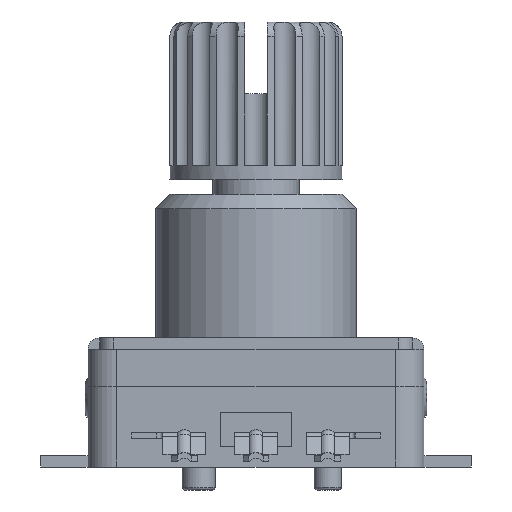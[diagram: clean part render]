
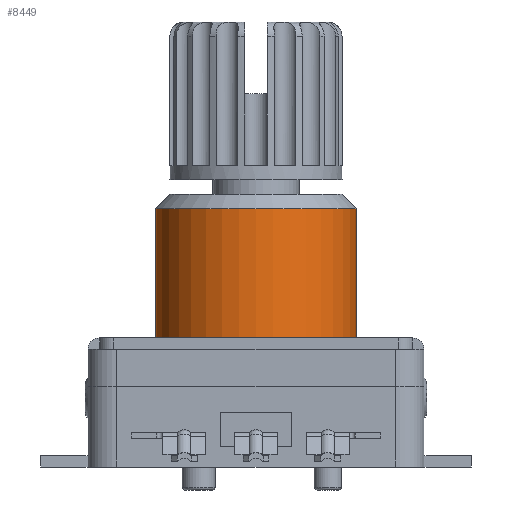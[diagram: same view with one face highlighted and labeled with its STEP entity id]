
A CAD part, front view. The second image highlights one B-rep face of the part: STEP entity #8449.
In plain terms, the highlighted cylindrical face has radius 3.5 mm (diameter 7 mm), a full revolution.
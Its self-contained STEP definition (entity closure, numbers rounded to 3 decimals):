
#484=FACE_OUTER_BOUND('',#999,.T.);
#999=EDGE_LOOP('',(#5856,#5857,#5858,#5859));
#1552=LINE('',#12571,#2437);
#2437=VECTOR('',#9984,3.5);
#3275=CIRCLE('',#9006,3.5);
#3276=CIRCLE('',#9022,3.5);
#3676=VERTEX_POINT('',#12538);
#3677=VERTEX_POINT('',#12567);
#4479=EDGE_CURVE('',#3676,#3676,#3275,.T.);
#4492=EDGE_CURVE('',#3677,#3677,#3276,.T.);
#4494=EDGE_CURVE('',#3676,#3677,#1552,.T.);
#5856=ORIENTED_EDGE('',*,*,#4479,.F.);
#5857=ORIENTED_EDGE('',*,*,#4494,.T.);
#5858=ORIENTED_EDGE('',*,*,#4492,.T.);
#5859=ORIENTED_EDGE('',*,*,#4494,.F.);
#8277=CYLINDRICAL_SURFACE('',#9023,3.5);
#8449=ADVANCED_FACE('',(#484),#8277,.T.);
#9006=AXIS2_PLACEMENT_3D('',#12539,#9935,#9936);
#9022=AXIS2_PLACEMENT_3D('',#12568,#9979,#9980);
#9023=AXIS2_PLACEMENT_3D('',#12570,#9982,#9983);
#9935=DIRECTION('center_axis',(0.,0.,
-1.));
#9936=DIRECTION('ref_axis',(0.,1.,0.));
#9979=DIRECTION('center_axis',(0.,0.,
-1.));
#9980=DIRECTION('ref_axis',(0.,1.,0.));
#9982=DIRECTION('center_axis',(0.,0.,
-1.));
#9983=DIRECTION('ref_axis',(0.,1.,0.));
#9984=DIRECTION('',(0.,0.,1.));
#12538=CARTESIAN_POINT('',(0.,-3.5,0.));
#12539=CARTESIAN_POINT('Origin',(0.,0.,
0.));
#12567=CARTESIAN_POINT('',(0.,-3.5,4.5));
#12568=CARTESIAN_POINT('Origin',(0.,0.,
4.5));
#12570=CARTESIAN_POINT('Origin',(0.,0.,
4.5));
#12571=CARTESIAN_POINT('',(0.,-3.5,4.5));
